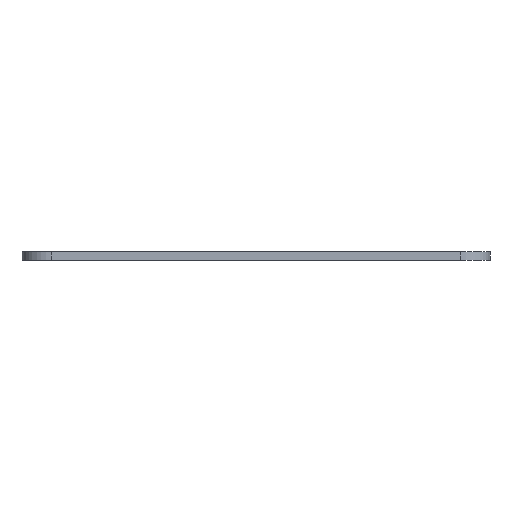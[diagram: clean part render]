
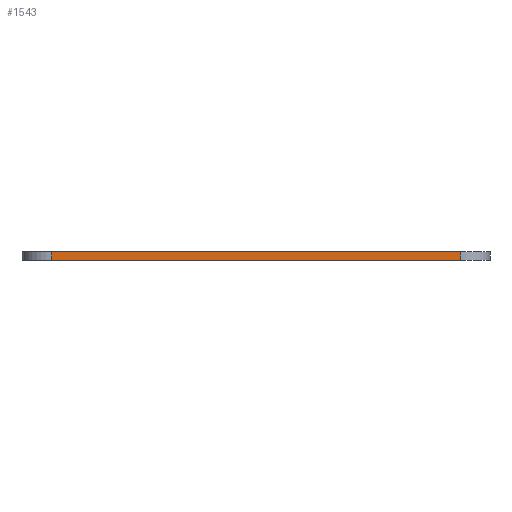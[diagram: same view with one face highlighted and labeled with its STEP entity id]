
A CAD part, left-side view. The second image highlights one B-rep face of the part: STEP entity #1543.
In plain terms, the highlighted planar face has unit normal (-1, 0, 0).
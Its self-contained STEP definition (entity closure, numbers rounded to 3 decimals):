
#43=PLANE('',#1675);
#87=FACE_OUTER_BOUND('',#179,.T.);
#179=EDGE_LOOP('',(#1129,#1130,#1131,#1132));
#274=LINE('',#2276,#431);
#312=LINE('',#2421,#469);
#313=LINE('',#2424,#470);
#314=LINE('',#2425,#471);
#431=VECTOR('',#1808,10.);
#469=VECTOR('',#1918,10.);
#470=VECTOR('',#1921,10.);
#471=VECTOR('',#1922,10.);
#664=VERTEX_POINT('',#2273);
#665=VERTEX_POINT('',#2275);
#735=VERTEX_POINT('',#2417);
#737=VERTEX_POINT('',#2423);
#820=EDGE_CURVE('',#664,#665,#274,.T.);
#893=EDGE_CURVE('',#665,#735,#312,.T.);
#894=EDGE_CURVE('',#737,#664,#313,.T.);
#895=EDGE_CURVE('',#735,#737,#314,.T.);
#1129=ORIENTED_EDGE('',*,*,#893,.F.);
#1130=ORIENTED_EDGE('',*,*,#820,.F.);
#1131=ORIENTED_EDGE('',*,*,#894,.F.);
#1132=ORIENTED_EDGE('',*,*,#895,.F.);
#1543=ADVANCED_FACE('',(#87),#43,.T.);
#1675=AXIS2_PLACEMENT_3D('',#2422,#1919,#1920);
#1808=DIRECTION('',(0.,1.,0.));
#1918=DIRECTION('',(0.,0.,1.));
#1919=DIRECTION('center_axis',(-1.,0.,0.));
#1920=DIRECTION('ref_axis',(0.,-1.,0.));
#1921=DIRECTION('',(0.,0.,-1.));
#1922=DIRECTION('',(0.,-1.,0.));
#2273=CARTESIAN_POINT('',(-10.575,-81.775,0.));
#2275=CARTESIAN_POINT('',(-10.575,-11.375,0.));
#2276=CARTESIAN_POINT('',(-10.575,-86.775,0.));
#2417=CARTESIAN_POINT('',(-10.575,-11.375,1.5));
#2421=CARTESIAN_POINT('',(-10.575,-11.375,0.));
#2422=CARTESIAN_POINT('Origin',(-10.575,-6.375,0.));
#2423=CARTESIAN_POINT('',(-10.575,-81.775,1.5));
#2424=CARTESIAN_POINT('',(-10.575,-81.775,0.));
#2425=CARTESIAN_POINT('',(-10.575,-86.775,1.5));
